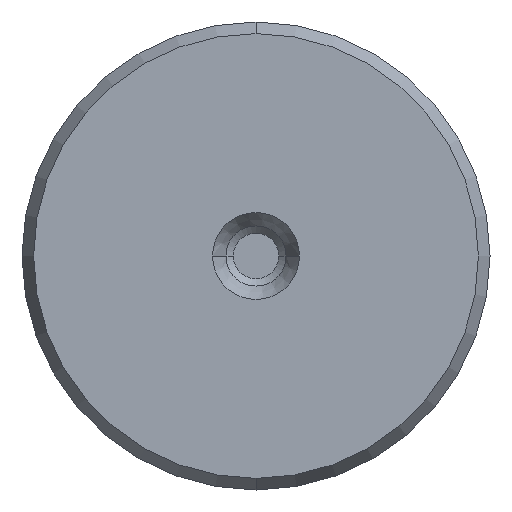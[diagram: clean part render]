
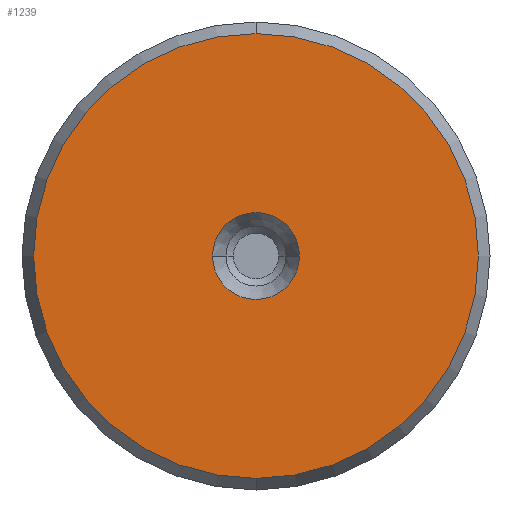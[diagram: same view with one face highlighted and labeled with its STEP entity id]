
A CAD part, front view. The second image highlights one B-rep face of the part: STEP entity #1239.
In plain terms, the highlighted planar face has unit normal (0, -1, 0).
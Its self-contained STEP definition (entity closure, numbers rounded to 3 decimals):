
#34 = DIRECTION ( 'NONE',  ( 0., 1., 0. ) ) ;
#143 = AXIS2_PLACEMENT_3D ( 'NONE', #1768, #413, #1025 ) ;
#163 = AXIS2_PLACEMENT_3D ( 'NONE', #1681, #1809, #1818 ) ;
#301 = AXIS2_PLACEMENT_3D ( 'NONE', #1222, #34, #651 ) ;
#361 = ORIENTED_EDGE ( 'NONE', *, *, #1373, .F. ) ;
#383 = FACE_BOUND ( 'NONE', #1338, .T. ) ;
#394 = CARTESIAN_POINT ( 'NONE',  ( 36.595, -157., 36.595 ) ) ;
#413 = DIRECTION ( 'NONE',  ( 0., 1., 0. ) ) ;
#523 = CIRCLE ( 'NONE', #163, 33.268 ) ;
#651 = DIRECTION ( 'NONE',  ( 1., 0., 0. ) ) ;
#761 = CIRCLE ( 'NONE', #143, 33.268 ) ;
#834 = ORIENTED_EDGE ( 'NONE', *, *, #1082, .T. ) ;
#910 = AXIS2_PLACEMENT_3D ( 'NONE', #394, #1594, #1572 ) ;
#966 = ORIENTED_EDGE ( 'NONE', *, *, #1313, .T. ) ;
#1025 = DIRECTION ( 'NONE',  ( 0., 0., 1. ) ) ;
#1082 = EDGE_CURVE ( 'NONE', #1739, #1433, #1762, .T. ) ;
#1130 = FACE_OUTER_BOUND ( 'NONE', #1278, .T. ) ;
#1174 = VERTEX_POINT ( 'NONE', #1819 ) ;
#1222 = CARTESIAN_POINT ( 'NONE',  ( 0., -157., 0. ) ) ;
#1239 = ADVANCED_FACE ( 'NONE', ( #383, #1130 ), #1275, .F. ) ;
#1275 = PLANE ( 'NONE',  #910 ) ;
#1278 = EDGE_LOOP ( 'NONE', ( #361, #1730 ) ) ;
#1305 = DIRECTION ( 'NONE',  ( 0., 1., 0. ) ) ;
#1313 = EDGE_CURVE ( 'NONE', #1433, #1739, #1569, .T. ) ;
#1316 = VERTEX_POINT ( 'NONE', #1451 ) ;
#1338 = EDGE_LOOP ( 'NONE', ( #966, #834 ) ) ;
#1373 = EDGE_CURVE ( 'NONE', #1174, #1316, #761, .T. ) ;
#1391 = CARTESIAN_POINT ( 'NONE',  ( -6.5, -157., 0. ) ) ;
#1417 = DIRECTION ( 'NONE',  ( -1., 0., 0. ) ) ;
#1433 = VERTEX_POINT ( 'NONE', #1391 ) ;
#1451 = CARTESIAN_POINT ( 'NONE',  ( 0., -157., -33.268 ) ) ;
#1569 = CIRCLE ( 'NONE', #1767, 6.5 ) ;
#1572 = DIRECTION ( 'NONE',  ( 1., 0., 0. ) ) ;
#1594 = DIRECTION ( 'NONE',  ( 0., 1., 0. ) ) ;
#1681 = CARTESIAN_POINT ( 'NONE',  ( 0., -157., 0. ) ) ;
#1730 = ORIENTED_EDGE ( 'NONE', *, *, #1815, .T. ) ;
#1739 = VERTEX_POINT ( 'NONE', #1951 ) ;
#1762 = CIRCLE ( 'NONE', #301, 6.5 ) ;
#1767 = AXIS2_PLACEMENT_3D ( 'NONE', #1890, #1305, #1417 ) ;
#1768 = CARTESIAN_POINT ( 'NONE',  ( 0., -157., 0. ) ) ;
#1809 = DIRECTION ( 'NONE',  ( 0., -1., 0. ) ) ;
#1815 = EDGE_CURVE ( 'NONE', #1174, #1316, #523, .T. ) ;
#1818 = DIRECTION ( 'NONE',  ( 0., 0., 1. ) ) ;
#1819 = CARTESIAN_POINT ( 'NONE',  ( 0., -157., 33.268 ) ) ;
#1890 = CARTESIAN_POINT ( 'NONE',  ( 0., -157., 0. ) ) ;
#1951 = CARTESIAN_POINT ( 'NONE',  ( 6.5, -157., 0. ) ) ;
